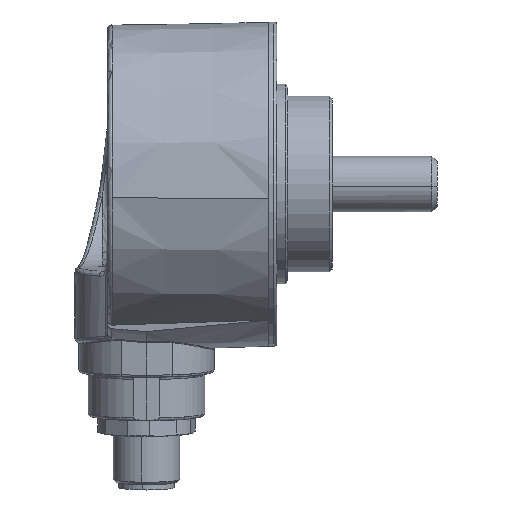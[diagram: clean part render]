
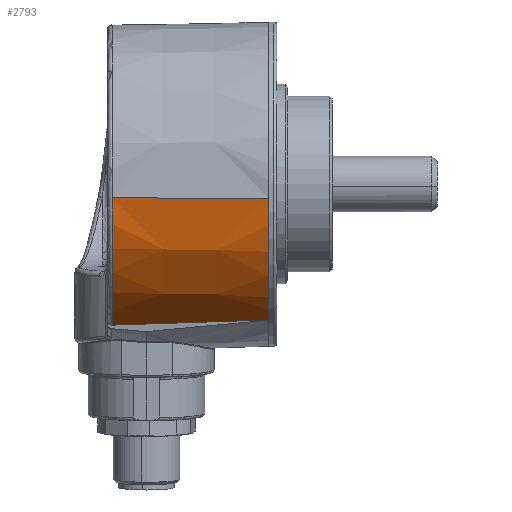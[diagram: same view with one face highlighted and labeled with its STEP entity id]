
A CAD part, left-side view. The second image highlights one B-rep face of the part: STEP entity #2793.
In plain terms, the highlighted conical face has half-angle 1 degrees and reference radius 28.672 mm.
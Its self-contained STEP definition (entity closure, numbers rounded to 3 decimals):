
#205 = CARTESIAN_POINT ( 'NONE',  ( -23.877, 3.5, -16.932 ) ) ;
#293 = CARTESIAN_POINT ( 'NONE',  ( -16.852, 3.5, -23.933 ) ) ;
#932 = ORIENTED_EDGE ( 'NONE', *, *, #6553, .F. ) ;
#999 = CARTESIAN_POINT ( 'NONE',  ( -13.363, 31.714, -25.464 ) ) ;
#1052 = CARTESIAN_POINT ( 'NONE',  ( -15.922, 3.5, -24.537 ) ) ;
#1066 = EDGE_CURVE ( 'NONE', #6780, #8786, #8787, .T. ) ;
#1107 = AXIS2_PLACEMENT_3D ( 'NONE', #7927, #2342, #8542 ) ;
#1266 = EDGE_CURVE ( 'NONE', #5466, #8786, #6666, .T. ) ;
#1867 = ORIENTED_EDGE ( 'NONE', *, *, #1266, .F. ) ;
#2121 = CARTESIAN_POINT ( 'NONE',  ( -28.563, 36.585, -2.499 ) ) ;
#2189 = CARTESIAN_POINT ( 'NONE',  ( -28.648, 31.714, -2.506 ) ) ;
#2279 = CARTESIAN_POINT ( 'NONE',  ( -19.452, 3.5, -21.873 ) ) ;
#2322 = CARTESIAN_POINT ( 'NONE',  ( -17.744, 3.5, -23.279 ) ) ;
#2342 = DIRECTION ( 'NONE',  ( 0., -1., 0. ) ) ;
#2414 = CARTESIAN_POINT ( 'NONE',  ( -28.884, 3.5, -4.746 ) ) ;
#2672 = AXIS2_PLACEMENT_3D ( 'NONE', #3290, #5860, #5942 ) ;
#2725 = LINE ( 'NONE', #2121, #7707 ) ;
#2793 = ADVANCED_FACE ( 'NONE', ( #7804 ), #3805, .T. ) ;
#3104 = CARTESIAN_POINT ( 'NONE',  ( -25.64, 3.5, -14.12 ) ) ;
#3250 = EDGE_LOOP ( 'NONE', ( #932, #3743, #8478, #1867 ) ) ;
#3290 = CARTESIAN_POINT ( 'NONE',  ( 0., 31.714, 0. ) ) ;
#3653 = EDGE_CURVE ( 'NONE', #8318, #6780, #3937, .T. ) ;
#3673 = CARTESIAN_POINT ( 'NONE',  ( -22.528, 3.5, -18.688 ) ) ;
#3743 = ORIENTED_EDGE ( 'NONE', *, *, #3653, .T. ) ;
#3805 = CONICAL_SURFACE ( 'NONE', #1107, 28.673, 0.017 ) ;
#3937 = CIRCLE ( 'NONE', #2672, 28.758 ) ;
#4143 = DIRECTION ( 'NONE',  ( -0.017, -1., -0.002 ) ) ;
#5279 = CARTESIAN_POINT ( 'NONE',  ( -15.922, 3.5, -24.537 ) ) ;
#5466 = VERTEX_POINT ( 'NONE', #6731 ) ;
#5643 = CARTESIAN_POINT ( 'NONE',  ( -29.139, 3.5, -2.549 ) ) ;
#5734 = CARTESIAN_POINT ( 'NONE',  ( -20.268, 3.5, -21.119 ) ) ;
#5860 = DIRECTION ( 'NONE',  ( 0., -1., 0. ) ) ;
#5942 = DIRECTION ( 'NONE',  ( -0.087, 0., 0.996 ) ) ;
#5958 = CARTESIAN_POINT ( 'NONE',  ( -13.363, 31.714, -25.464 ) ) ;
#6305 = CARTESIAN_POINT ( 'NONE',  ( -24.499, 3.5, -16.019 ) ) ;
#6392 = CARTESIAN_POINT ( 'NONE',  ( -29.042, 3.5, -3.652 ) ) ;
#6553 = EDGE_CURVE ( 'NONE', #8318, #5466, #2725, .T. ) ;
#6656 = CARTESIAN_POINT ( 'NONE',  ( -14.286, 21.492, -25.182 ) ) ;
#6666 = B_SPLINE_CURVE_WITH_KNOTS ( 'NONE', 3,
 ( #5643, #6392, #2414, #8359, #8485, #8441, #7024, #7694, #3104, #6305, #205, #3673, #7207, #5734, #2279, #2322, #293, #1052 ),
 .UNSPECIFIED., .F., .F.,
 ( 4, 2, 2, 2, 2, 2, 2, 2, 4 ),
 ( 0.817, 0.84, 0.863, 0.886, 0.908, 0.931, 0.954, 0.977, 1. ),
 .UNSPECIFIED. ) ;
#6731 = CARTESIAN_POINT ( 'NONE',  ( -29.139, 3.5, -2.549 ) ) ;
#6780 = VERTEX_POINT ( 'NONE', #999 ) ;
#7024 = CARTESIAN_POINT ( 'NONE',  ( -27.073, 3.5, -11.127 ) ) ;
#7207 = CARTESIAN_POINT ( 'NONE',  ( -21.804, 3.5, -19.529 ) ) ;
#7645 = CARTESIAN_POINT ( 'NONE',  ( -15.922, 3.5, -24.537 ) ) ;
#7694 = CARTESIAN_POINT ( 'NONE',  ( -26.156, 3.5, -13.139 ) ) ;
#7707 = VECTOR ( 'NONE', #4143, 1000. ) ;
#7804 = FACE_OUTER_BOUND ( 'NONE', #3250, .T. ) ;
#7927 = CARTESIAN_POINT ( 'NONE',  ( 0., 36.585, 0. ) ) ;
#8318 = VERTEX_POINT ( 'NONE', #2189 ) ;
#8359 = CARTESIAN_POINT ( 'NONE',  ( -28.442, 3.5, -6.917 ) ) ;
#8441 = CARTESIAN_POINT ( 'NONE',  ( -27.476, 3.5, -10.092 ) ) ;
#8478 = ORIENTED_EDGE ( 'NONE', *, *, #1066, .T. ) ;
#8485 = CARTESIAN_POINT ( 'NONE',  ( -28.16, 3.5, -7.989 ) ) ;
#8542 = DIRECTION ( 'NONE',  ( 0.996, 0., 0.087 ) ) ;
#8655 = CARTESIAN_POINT ( 'NONE',  ( -15.139, 12.088, -24.866 ) ) ;
#8786 = VERTEX_POINT ( 'NONE', #7645 ) ;
#8787 = B_SPLINE_CURVE_WITH_KNOTS ( 'NONE', 3,
 ( #5958, #6656, #8655, #5279 ),
 .UNSPECIFIED., .F., .F.,
 ( 4, 4 ),
 ( 0., 1. ),
 .UNSPECIFIED. ) ;
